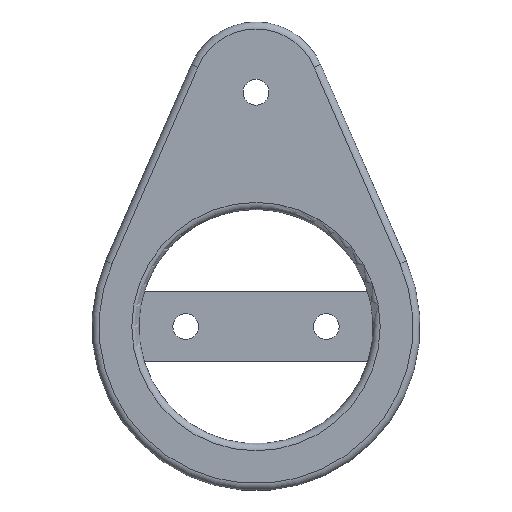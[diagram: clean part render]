
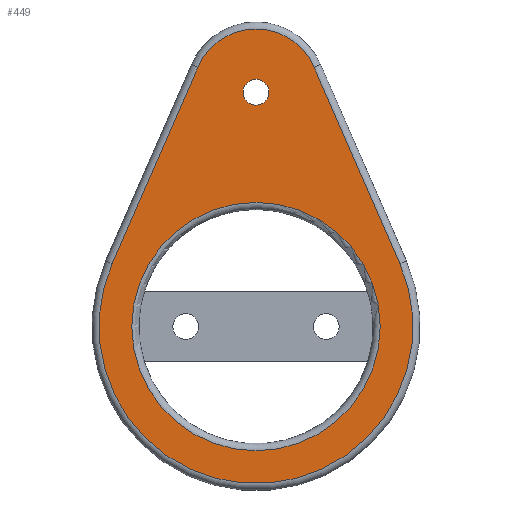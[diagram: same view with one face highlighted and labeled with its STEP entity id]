
A CAD part, front view. The second image highlights one B-rep face of the part: STEP entity #449.
In plain terms, the highlighted planar face has unit normal (0, -1, 0).
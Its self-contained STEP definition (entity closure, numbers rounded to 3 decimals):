
#43 = CARTESIAN_POINT ( 'NONE',  ( 0., 0., -50. ) ) ;
#65 = CARTESIAN_POINT ( 'NONE',  ( 30.703, 0., -36.6 ) ) ;
#71 = AXIS2_PLACEMENT_3D ( 'NONE', #157, #794, #91 ) ;
#73 = DIRECTION ( 'NONE',  ( 0., 0., 1. ) ) ;
#82 = DIRECTION ( 'NONE',  ( -0.4, 0., 0.917 ) ) ;
#91 = DIRECTION ( 'NONE',  ( 0., 0., 1. ) ) ;
#115 = DIRECTION ( 'NONE',  ( 0., 0., 1. ) ) ;
#117 = DIRECTION ( 'NONE',  ( -0.4, 0., -0.917 ) ) ;
#126 = EDGE_CURVE ( 'NONE', #795, #803, #672, .T. ) ;
#128 = ORIENTED_EDGE ( 'NONE', *, *, #512, .F. ) ;
#149 = CARTESIAN_POINT ( 'NONE',  ( 0., 0., -50. ) ) ;
#157 = CARTESIAN_POINT ( 'NONE',  ( 0., 0., 0. ) ) ;
#158 = ORIENTED_EDGE ( 'NONE', *, *, #840, .T. ) ;
#166 = VECTOR ( 'NONE', #117, 1000. ) ;
#182 = AXIS2_PLACEMENT_3D ( 'NONE', #149, #690, #73 ) ;
#188 = EDGE_LOOP ( 'NONE', ( #158 ) ) ;
#196 = CIRCLE ( 'NONE', #781, 33.5 ) ;
#220 = ORIENTED_EDGE ( 'NONE', *, *, #405, .T. ) ;
#241 = CIRCLE ( 'NONE', #385, 2.75 ) ;
#254 = CIRCLE ( 'NONE', #182, 26.5 ) ;
#267 = DIRECTION ( 'NONE',  ( 0., 1., 0. ) ) ;
#293 = CARTESIAN_POINT ( 'NONE',  ( 0., 0., 0. ) ) ;
#318 = CARTESIAN_POINT ( 'NONE',  ( 12.373, 0., 5.4 ) ) ;
#322 = DIRECTION ( 'NONE',  ( 0., -1., 0. ) ) ;
#345 = EDGE_LOOP ( 'NONE', ( #128 ) ) ;
#385 = AXIS2_PLACEMENT_3D ( 'NONE', #293, #639, #877 ) ;
#388 = VERTEX_POINT ( 'NONE', #65 ) ;
#405 = EDGE_CURVE ( 'NONE', #803, #681, #545, .T. ) ;
#449 = ADVANCED_FACE ( 'NONE', ( #693, #828, #686 ), #537, .F. ) ;
#486 = CARTESIAN_POINT ( 'NONE',  ( 0., 0., 0. ) ) ;
#507 = ORIENTED_EDGE ( 'NONE', *, *, #126, .T. ) ;
#508 = EDGE_CURVE ( 'NONE', #388, #795, #770, .T. ) ;
#512 = EDGE_CURVE ( 'NONE', #575, #575, #241, .T. ) ;
#537 = PLANE ( 'NONE',  #733 ) ;
#541 = VECTOR ( 'NONE', #82, 1000. ) ;
#545 = LINE ( 'NONE', #695, #166 ) ;
#569 = CARTESIAN_POINT ( 'NONE',  ( 12.373, 0., 5.4 ) ) ;
#575 = VERTEX_POINT ( 'NONE', #786 ) ;
#578 = VERTEX_POINT ( 'NONE', #730 ) ;
#639 = DIRECTION ( 'NONE',  ( 0., -1., 0. ) ) ;
#672 = CIRCLE ( 'NONE', #71, 13.5 ) ;
#674 = ORIENTED_EDGE ( 'NONE', *, *, #787, .T. ) ;
#679 = CARTESIAN_POINT ( 'NONE',  ( -30.703, 0., -36.6 ) ) ;
#681 = VERTEX_POINT ( 'NONE', #679 ) ;
#686 = FACE_BOUND ( 'NONE', #345, .T. ) ;
#690 = DIRECTION ( 'NONE',  ( 0., 1., 0. ) ) ;
#693 = FACE_BOUND ( 'NONE', #188, .T. ) ;
#695 = CARTESIAN_POINT ( 'NONE',  ( -12.373, 0., 5.4 ) ) ;
#730 = CARTESIAN_POINT ( 'NONE',  ( 0., 0., -23.5 ) ) ;
#733 = AXIS2_PLACEMENT_3D ( 'NONE', #486, #267, #759 ) ;
#756 = ORIENTED_EDGE ( 'NONE', *, *, #508, .T. ) ;
#759 = DIRECTION ( 'NONE',  ( 0., 0., 1. ) ) ;
#770 = LINE ( 'NONE', #569, #541 ) ;
#772 = EDGE_LOOP ( 'NONE', ( #756, #507, #220, #674 ) ) ;
#781 = AXIS2_PLACEMENT_3D ( 'NONE', #43, #322, #115 ) ;
#786 = CARTESIAN_POINT ( 'NONE',  ( 0., 0., 2.75 ) ) ;
#787 = EDGE_CURVE ( 'NONE', #681, #388, #196, .T. ) ;
#794 = DIRECTION ( 'NONE',  ( 0., -1., 0. ) ) ;
#795 = VERTEX_POINT ( 'NONE', #318 ) ;
#803 = VERTEX_POINT ( 'NONE', #901 ) ;
#828 = FACE_OUTER_BOUND ( 'NONE', #772, .T. ) ;
#840 = EDGE_CURVE ( 'NONE', #578, #578, #254, .T. ) ;
#877 = DIRECTION ( 'NONE',  ( 0., 0., 1. ) ) ;
#901 = CARTESIAN_POINT ( 'NONE',  ( -12.373, 0., 5.4 ) ) ;
